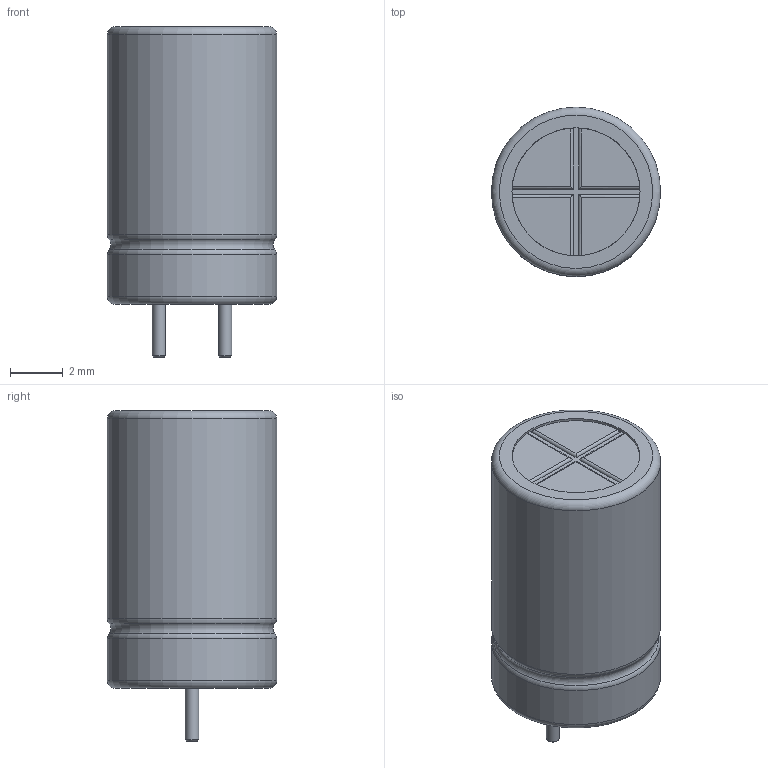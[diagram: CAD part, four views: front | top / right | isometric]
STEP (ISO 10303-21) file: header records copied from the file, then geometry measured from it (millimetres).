
FILE_DESCRIPTION(/* description */ ('Alibre Inc.'),/* implementation_level */ '2;1');
FILE_NAME(/* name */ 'export0',/* time_stamp */ '2012-09-30T19:24:38+03:00',/* author */ (''),/* organization */ (''),/* preprocessor_version */ 'ST-DEVELOPER v14',/* originating_system */ 'Alibre',/* authorisation */ '');
FILE_SCHEMA (('AUTOMOTIVE_DESIGN'));
Length unit declared in the file: centimetre
Bounding box: 6.4 x 6.4 x 12.5 mm (x, y, z)
Volume: 334.7 mm3; surface area: 280.9 mm2
Topology: 1 solids, 1 shells, 45 faces, 104 edges, 64 vertices
Faces by surface type: plane 25, cylinder 13, torus 5, cone 2
Full cylindrical faces by diameter (mm): 0.5 x2, 4.841 x1, 6.4 x2
Entity records: 1389 total; most frequent: CARTESIAN_POINT 442, ORIENTED_EDGE 182, DIRECTION 142, EDGE_CURVE 91, VERTEX_POINT 63, EDGE_LOOP 60, FACE_BOUND 60, AXIS2_PLACEMENT_3D 59
